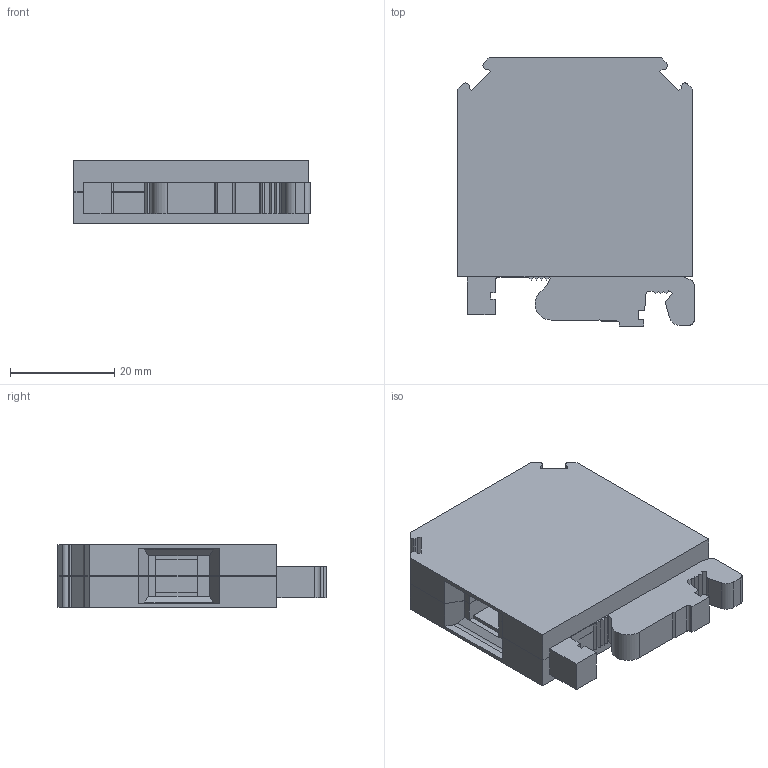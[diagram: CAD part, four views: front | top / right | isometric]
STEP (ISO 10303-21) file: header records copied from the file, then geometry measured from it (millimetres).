
FILE_DESCRIPTION(/* description */ ('Unknown'),/* implementation_level */ '2;1');
FILE_NAME(/* name */ 'ET16_GNYE_3D_SOLID',/* time_stamp */ '2024-11-18T12:28:04+06:00',/* author */ ('Unknown'),/* organization */ ('Unknown'),/* preprocessor_version */ 'ST-DEVELOPER v16.7',/* originating_system */ 'Solid Edge',/* authorisation */ 'Unknown');
FILE_SCHEMA (('AUTOMOTIVE_DESIGN {1 0 10303 214 3 1 1}'));
Length unit declared in the file: millimetre
Products named in the file (1): ET16_GNYE_3D
Bounding box: 45.32 x 51.45 x 12.01 mm (x, y, z)
Volume: 21175.1 mm3; surface area: 10116.9 mm2
Topology: 1 solids, 2 shells, 301 faces, 881 edges, 584 vertices
Faces by surface type: plane 230, cylinder 49, cone 13, bspline 8, torus 1
Entity records: 12082 total; most frequent: CARTESIAN_POINT 1922, ORIENTED_EDGE 1738, DIRECTION 1545, EDGE_CURVE 869, LINE 719, VECTOR 719, VERTEX_POINT 578, AXIS2_PLACEMENT_3D 413
